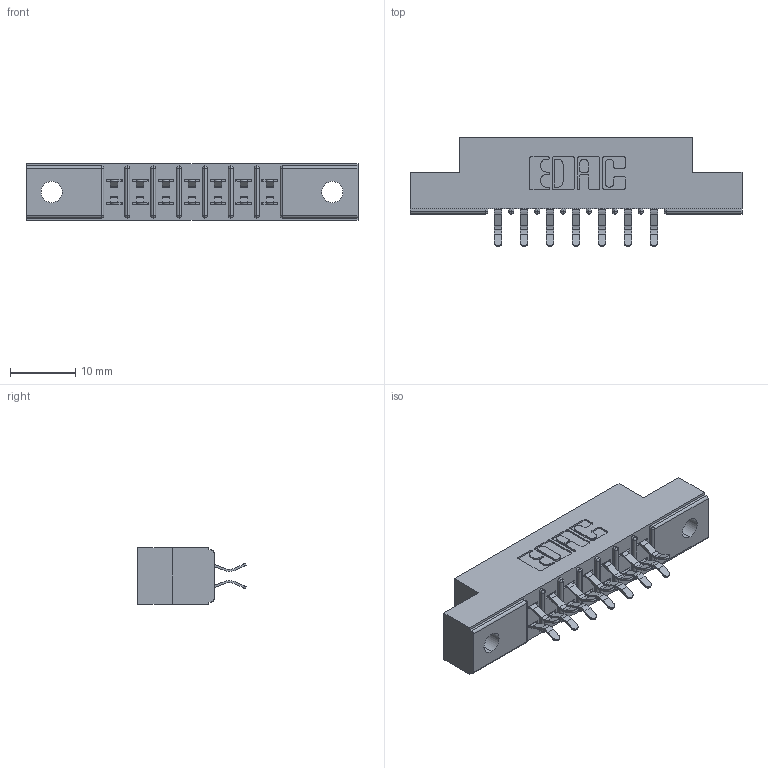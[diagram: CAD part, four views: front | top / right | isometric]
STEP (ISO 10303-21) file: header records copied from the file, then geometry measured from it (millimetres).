
FILE_DESCRIPTION (( 'STEP AP203' ), '1' );
FILE_NAME ('305-014-556-202.STEP', '2019-09-09T11:58:06', ( '' ), ( '' ), 'SwSTEP 2.0', 'SolidWorks 2016', '' );
FILE_SCHEMA (( 'CONFIG_CONTROL_DESIGN' ));
Length unit declared in the file: inch
Products named in the file (3): 305-290-001_556; 305 Part_.128 Dia; 305-014-556-202
Assembly tree (15 placements, depth 2):
  305-014-556-202
    305 Part_.128 Dia
    305-290-001_556  x14
Bounding box: 50.75 x 16.64 x 8.71 mm (x, y, z)
Volume: 3162.9 mm3; surface area: 4855.6 mm2
Topology: 15 solids, 15 shells, 900 faces, 2577 edges, 1678 vertices
Faces by surface type: plane 502, cylinder 370, sphere 28
Entity records: 12064 total; most frequent: CARTESIAN_POINT 1999, ORIENTED_EDGE 1978, DIRECTION 1965, EDGE_CURVE 989, VECTOR 757, LINE 757, VERTEX_POINT 638, AXIS2_PLACEMENT_3D 604
